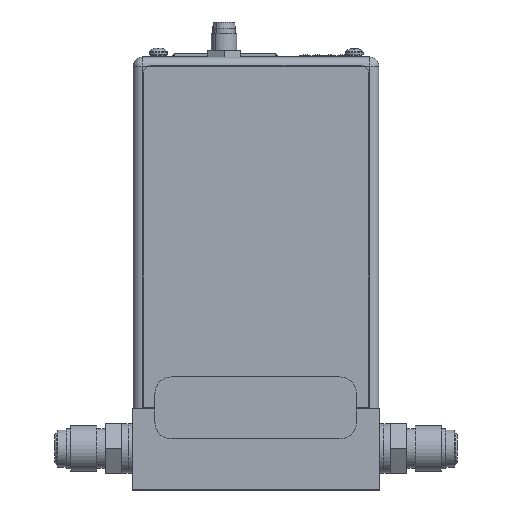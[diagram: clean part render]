
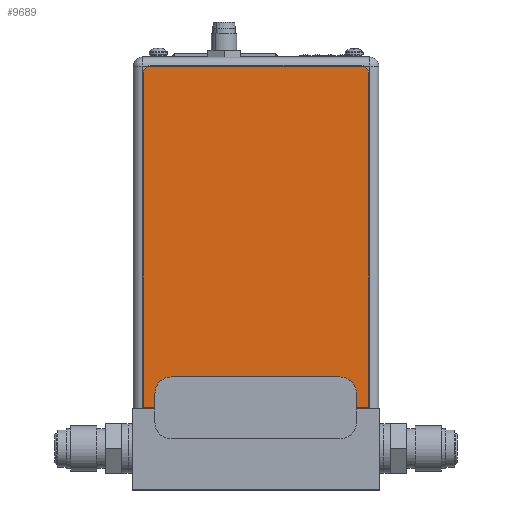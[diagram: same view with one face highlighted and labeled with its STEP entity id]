
A CAD part, top view. The second image highlights one B-rep face of the part: STEP entity #9689.
In plain terms, the highlighted planar face has unit normal (0, 0, 1).
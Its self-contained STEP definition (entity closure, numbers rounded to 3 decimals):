
#104 = ORIENTED_EDGE ( 'NONE', *, *, #10049, .T. ) ;
#376 = AXIS2_PLACEMENT_3D ( 'NONE', #974, #7209, #19433 ) ;
#420 = CARTESIAN_POINT ( 'NONE',  ( 2.54, 102.616, 0.102 ) ) ;
#974 = CARTESIAN_POINT ( 'NONE',  ( 66.802, 102.616, 0.102 ) ) ;
#999 = VERTEX_POINT ( 'NONE', #18826 ) ;
#1030 = LINE ( 'NONE', #8893, #11395 ) ;
#1765 = CARTESIAN_POINT ( 'NONE',  ( 69.342, 0., 0.102 ) ) ;
#2223 = DIRECTION ( 'NONE',  ( 0., 0., 1. ) ) ;
#2430 = CARTESIAN_POINT ( 'NONE',  ( 0., 0., 0.102 ) ) ;
#2816 = CARTESIAN_POINT ( 'NONE',  ( 66.802, 105.156, 0.102 ) ) ;
#3649 = EDGE_LOOP ( 'NONE', ( #19134, #104, #12436, #5674, #15813, #18643 ) ) ;
#3784 = FACE_OUTER_BOUND ( 'NONE', #3649, .T. ) ;
#3891 = CARTESIAN_POINT ( 'NONE',  ( 69.342, 0., 0.102 ) ) ;
#4041 = LINE ( 'NONE', #2816, #19175 ) ;
#4389 = CARTESIAN_POINT ( 'NONE',  ( 0., 102.616, 0.102 ) ) ;
#5375 = DIRECTION ( 'NONE',  ( 1., 0., 0. ) ) ;
#5482 = CARTESIAN_POINT ( 'NONE',  ( 2.54, 105.156, 0.102 ) ) ;
#5674 = ORIENTED_EDGE ( 'NONE', *, *, #16264, .T. ) ;
#6157 = CIRCLE ( 'NONE', #376, 2.54 ) ;
#6459 = VERTEX_POINT ( 'NONE', #2430 ) ;
#7209 = DIRECTION ( 'NONE',  ( 0., 0., 1. ) ) ;
#7803 = LINE ( 'NONE', #1765, #10129 ) ;
#8818 = AXIS2_PLACEMENT_3D ( 'NONE', #420, #2223, #17652 ) ;
#8828 = CARTESIAN_POINT ( 'NONE',  ( 66.802, 105.156, 0.102 ) ) ;
#8893 = CARTESIAN_POINT ( 'NONE',  ( 0., 0., 0.102 ) ) ;
#9030 = EDGE_CURVE ( 'NONE', #10753, #13478, #4041, .T. ) ;
#9366 = EDGE_CURVE ( 'NONE', #999, #6459, #16476, .T. ) ;
#9689 = ADVANCED_FACE ( 'NONE', ( #3784 ), #12828, .T. ) ;
#10049 = EDGE_CURVE ( 'NONE', #13478, #999, #18157, .T. ) ;
#10129 = VECTOR ( 'NONE', #19920, 1000. ) ;
#10753 = VERTEX_POINT ( 'NONE', #8828 ) ;
#11138 = VERTEX_POINT ( 'NONE', #17392 ) ;
#11313 = DIRECTION ( 'NONE',  ( 1., 0., 0. ) ) ;
#11395 = VECTOR ( 'NONE', #5375, 1000. ) ;
#11417 = CARTESIAN_POINT ( 'NONE',  ( 0., 0., 0.102 ) ) ;
#11787 = DIRECTION ( 'NONE',  ( -1., 0., 0. ) ) ;
#12136 = EDGE_CURVE ( 'NONE', #15762, #11138, #7803, .T. ) ;
#12436 = ORIENTED_EDGE ( 'NONE', *, *, #9366, .T. ) ;
#12828 = PLANE ( 'NONE',  #16618 ) ;
#13478 = VERTEX_POINT ( 'NONE', #5482 ) ;
#15256 = DIRECTION ( 'NONE',  ( 0., -1., 0. ) ) ;
#15762 = VERTEX_POINT ( 'NONE', #3891 ) ;
#15813 = ORIENTED_EDGE ( 'NONE', *, *, #12136, .T. ) ;
#16058 = DIRECTION ( 'NONE',  ( 0., 0., 1. ) ) ;
#16264 = EDGE_CURVE ( 'NONE', #6459, #15762, #1030, .T. ) ;
#16476 = LINE ( 'NONE', #4389, #19510 ) ;
#16618 = AXIS2_PLACEMENT_3D ( 'NONE', #11417, #16058, #11313 ) ;
#17392 = CARTESIAN_POINT ( 'NONE',  ( 69.342, 102.616, 0.102 ) ) ;
#17652 = DIRECTION ( 'NONE',  ( 0., 1., 0. ) ) ;
#17748 = EDGE_CURVE ( 'NONE', #11138, #10753, #6157, .T. ) ;
#18157 = CIRCLE ( 'NONE', #8818, 2.54 ) ;
#18643 = ORIENTED_EDGE ( 'NONE', *, *, #17748, .T. ) ;
#18826 = CARTESIAN_POINT ( 'NONE',  ( 0., 102.616, 0.102 ) ) ;
#19134 = ORIENTED_EDGE ( 'NONE', *, *, #9030, .T. ) ;
#19175 = VECTOR ( 'NONE', #11787, 1000. ) ;
#19433 = DIRECTION ( 'NONE',  ( 1., 0., 0. ) ) ;
#19510 = VECTOR ( 'NONE', #15256, 1000. ) ;
#19920 = DIRECTION ( 'NONE',  ( 0., 1., 0. ) ) ;
